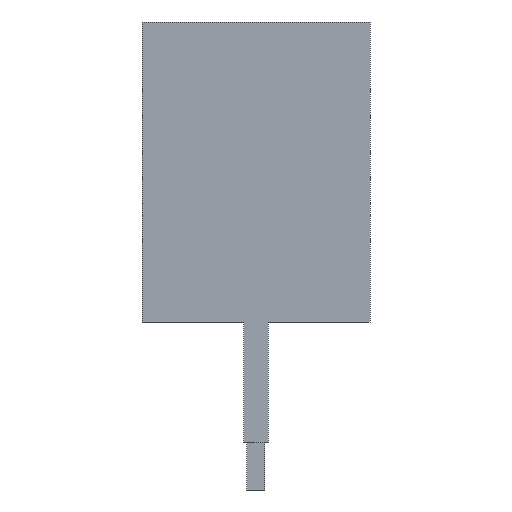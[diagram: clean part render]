
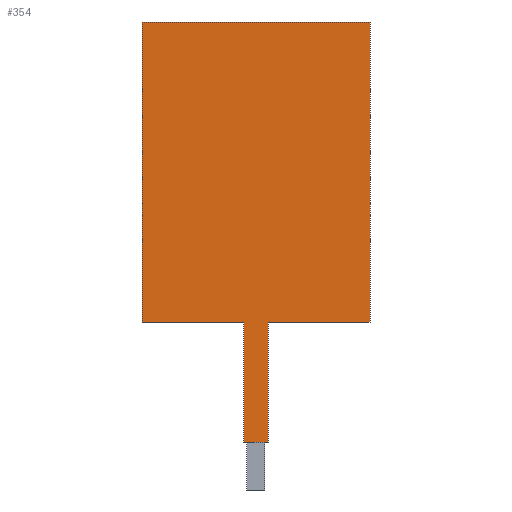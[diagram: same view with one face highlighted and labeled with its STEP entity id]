
A CAD part, left-side view. The second image highlights one B-rep face of the part: STEP entity #354.
In plain terms, the highlighted planar face has unit normal (-1, 0, 0).
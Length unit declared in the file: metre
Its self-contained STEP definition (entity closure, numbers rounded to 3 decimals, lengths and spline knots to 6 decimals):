
#170 = EDGE_CURVE( '', #419, #446, #447, .T. );
#212 = EDGE_CURVE( '', #432, #510, #511, .T. );
#222 = EDGE_CURVE( '', #525, #462, #526, .T. );
#266 = EDGE_CURVE( '', #446, #462, #593, .T. );
#284 = EDGE_CURVE( '', #432, #525, #614, .T. );
#302 = EDGE_CURVE( '', #510, #568, #637, .T. );
#332 = EDGE_CURVE( '', #419, #671, #672, .T. );
#346 = EDGE_CURVE( '', #671, #568, #687, .T. );
#354 = ADVANCED_FACE( '', ( #695 ), #696, .F. );
#419 = VERTEX_POINT( '', #765 );
#432 = VERTEX_POINT( '', #784 );
#446 = VERTEX_POINT( '', #804 );
#447 = LINE( '', #805, #806 );
#462 = VERTEX_POINT( '', #830 );
#510 = VERTEX_POINT( '', #896 );
#511 = LINE( '', #897, #898 );
#525 = VERTEX_POINT( '', #917 );
#526 = LINE( '', #918, #919 );
#568 = VERTEX_POINT( '', #974 );
#593 = LINE( '', #1011, #1012 );
#614 = LINE( '', #1046, #1047 );
#637 = LINE( '', #1083, #1084 );
#671 = VERTEX_POINT( '', #1143 );
#672 = LINE( '', #1144, #1145 );
#687 = LINE( '', #1171, #1172 );
#695 = FACE_OUTER_BOUND( '', #1186, .T. );
#696 = PLANE( '', #1187 );
#765 = CARTESIAN_POINT( '', ( -0.008, 0.002304, -0.001853 ) );
#784 = CARTESIAN_POINT( '', ( -0.008, 0.004404, 0.005147 ) );
#804 = CARTESIAN_POINT( '', ( -0.008, 0.002704, -0.001853 ) );
#805 = CARTESIAN_POINT( '', ( -0.008, 0.002504, -0.001853 ) );
#806 = VECTOR( '', #1272, 1. );
#830 = CARTESIAN_POINT( '', ( -0.008, 0.002704, 0.000147 ) );
#896 = CARTESIAN_POINT( '', ( -0.008, 0.000604, 0.005147 ) );
#897 = CARTESIAN_POINT( '', ( -0.008, 0.000604, 0.005147 ) );
#898 = VECTOR( '', #1346, 1. );
#917 = CARTESIAN_POINT( '', ( -0.008, 0.004404, 0.000147 ) );
#918 = CARTESIAN_POINT( '', ( -0.008, 0.000604, 0.000147 ) );
#919 = VECTOR( '', #1365, 1. );
#974 = CARTESIAN_POINT( '', ( -0.008, 0.000604, 0.000147 ) );
#1011 = CARTESIAN_POINT( '', ( -0.008, 0.002704, -0.001853 ) );
#1012 = VECTOR( '', #1474, 1. );
#1046 = CARTESIAN_POINT( '', ( -0.008, 0.004404, 0.005147 ) );
#1047 = VECTOR( '', #1497, 1. );
#1083 = CARTESIAN_POINT( '', ( -0.008, 0.000604, 0.005147 ) );
#1084 = VECTOR( '', #1520, 1. );
#1143 = CARTESIAN_POINT( '', ( -0.008, 0.002304, 0.000147 ) );
#1144 = CARTESIAN_POINT( '', ( -0.008, 0.002304, -0.001853 ) );
#1145 = VECTOR( '', #1549, 1. );
#1171 = CARTESIAN_POINT( '', ( -0.008, 0.000604, 0.000147 ) );
#1172 = VECTOR( '', #1563, 1. );
#1186 = EDGE_LOOP( '', ( #1568, #1569, #1570, #1571, #1572, #1573, #1574, #1575 ) );
#1187 = AXIS2_PLACEMENT_3D( '', #1576, #1577, #1578 );
#1272 = DIRECTION( '', ( 0., 1., 0. ) );
#1346 = DIRECTION( '', ( 0., -1., 0. ) );
#1365 = DIRECTION( '', ( 0., -1., 0. ) );
#1474 = DIRECTION( '', ( 0., 0., 1. ) );
#1497 = DIRECTION( '', ( 0., 0., -1. ) );
#1520 = DIRECTION( '', ( 0., 0., -1. ) );
#1549 = DIRECTION( '', ( 0., 0., 1. ) );
#1563 = DIRECTION( '', ( 0., -1., 0. ) );
#1568 = ORIENTED_EDGE( '', *, *, #222, .T. );
#1569 = ORIENTED_EDGE( '', *, *, #266, .F. );
#1570 = ORIENTED_EDGE( '', *, *, #170, .F. );
#1571 = ORIENTED_EDGE( '', *, *, #332, .T. );
#1572 = ORIENTED_EDGE( '', *, *, #346, .T. );
#1573 = ORIENTED_EDGE( '', *, *, #302, .F. );
#1574 = ORIENTED_EDGE( '', *, *, #212, .F. );
#1575 = ORIENTED_EDGE( '', *, *, #284, .T. );
#1576 = CARTESIAN_POINT( '', ( -0.008, 0.000604, 0.005147 ) );
#1577 = DIRECTION( '', ( 1., 0., 0. ) );
#1578 = DIRECTION( '', ( 0., 1., 0. ) );
